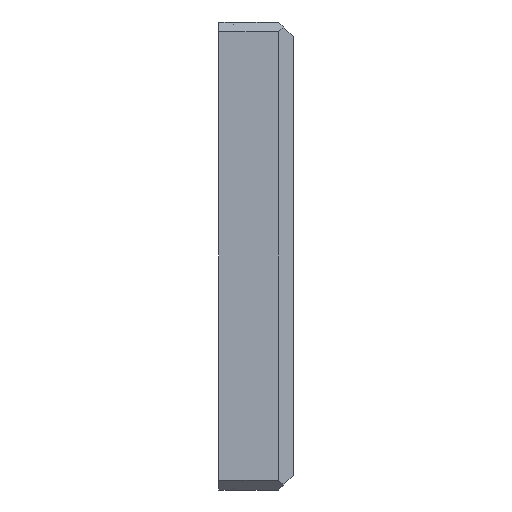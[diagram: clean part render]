
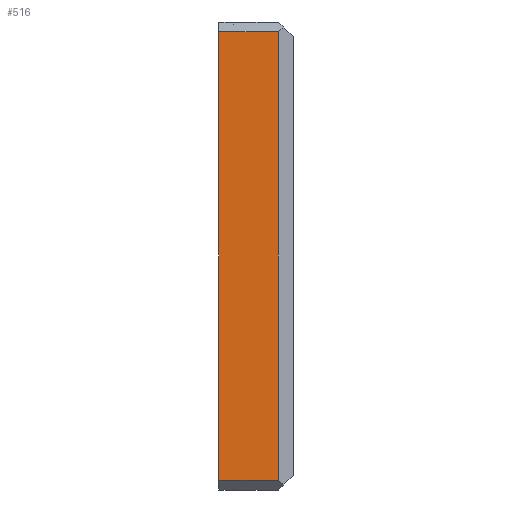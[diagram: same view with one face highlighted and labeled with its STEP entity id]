
A CAD part, left-side view. The second image highlights one B-rep face of the part: STEP entity #516.
In plain terms, the highlighted planar face has unit normal (-1, 0, 0).
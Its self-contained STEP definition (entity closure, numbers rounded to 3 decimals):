
#26 = VECTOR ( 'NONE', #635, 1000. ) ;
#137 = CARTESIAN_POINT ( 'NONE',  ( 0., 15., 0. ) ) ;
#265 = PLANE ( 'NONE',  #1021 ) ;
#269 = EDGE_CURVE ( 'NONE', #1288, #1343, #1082, .T. ) ;
#271 = EDGE_CURVE ( 'NONE', #520, #828, #1229, .T. ) ;
#303 = DIRECTION ( 'NONE',  ( 0., 0., 1. ) ) ;
#469 = EDGE_CURVE ( 'NONE', #1343, #828, #517, .T. ) ;
#470 = ORIENTED_EDGE ( 'NONE', *, *, #810, .T. ) ;
#516 = ADVANCED_FACE ( 'NONE', ( #717 ), #265, .F. ) ;
#517 = LINE ( 'NONE', #1901, #26 ) ;
#520 = VERTEX_POINT ( 'NONE', #1513 ) ;
#571 = DIRECTION ( 'NONE',  ( 1., 0., 0. ) ) ;
#604 = DIRECTION ( 'NONE',  ( 0., 0., -1. ) ) ;
#609 = CARTESIAN_POINT ( 'NONE',  ( 0., 3., -2. ) ) ;
#635 = DIRECTION ( 'NONE',  ( 0., 1., 0. ) ) ;
#717 = FACE_OUTER_BOUND ( 'NONE', #1142, .T. ) ;
#789 = CARTESIAN_POINT ( 'NONE',  ( 0., 15., -92. ) ) ;
#810 = EDGE_CURVE ( 'NONE', #520, #1288, #1545, .T. ) ;
#828 = VERTEX_POINT ( 'NONE', #1924 ) ;
#953 = ORIENTED_EDGE ( 'NONE', *, *, #469, .T. ) ;
#985 = ORIENTED_EDGE ( 'NONE', *, *, #269, .T. ) ;
#1021 = AXIS2_PLACEMENT_3D ( 'NONE', #1663, #571, #604 ) ;
#1082 = LINE ( 'NONE', #609, #1733 ) ;
#1113 = VECTOR ( 'NONE', #1221, 1000. ) ;
#1142 = EDGE_LOOP ( 'NONE', ( #470, #985, #953, #1359 ) ) ;
#1221 = DIRECTION ( 'NONE',  ( 0., 0., 1. ) ) ;
#1229 = LINE ( 'NONE', #137, #1113 ) ;
#1258 = CARTESIAN_POINT ( 'NONE',  ( 0., 3., -2. ) ) ;
#1288 = VERTEX_POINT ( 'NONE', #1290 ) ;
#1290 = CARTESIAN_POINT ( 'NONE',  ( 0., 3., -92. ) ) ;
#1343 = VERTEX_POINT ( 'NONE', #1258 ) ;
#1359 = ORIENTED_EDGE ( 'NONE', *, *, #271, .F. ) ;
#1471 = VECTOR ( 'NONE', #1581, 1000. ) ;
#1513 = CARTESIAN_POINT ( 'NONE',  ( 0., 15., -92. ) ) ;
#1545 = LINE ( 'NONE', #789, #1471 ) ;
#1581 = DIRECTION ( 'NONE',  ( 0., -1., 0. ) ) ;
#1663 = CARTESIAN_POINT ( 'NONE',  ( 0., 15., 0. ) ) ;
#1733 = VECTOR ( 'NONE', #303, 1000. ) ;
#1901 = CARTESIAN_POINT ( 'NONE',  ( 0., 15., -2. ) ) ;
#1924 = CARTESIAN_POINT ( 'NONE',  ( 0., 15., -2. ) ) ;
